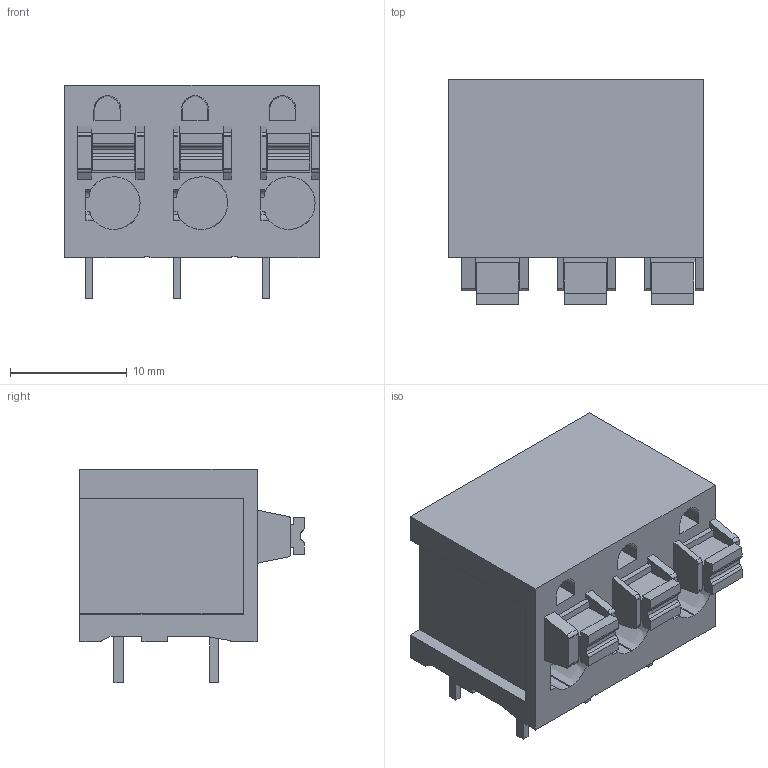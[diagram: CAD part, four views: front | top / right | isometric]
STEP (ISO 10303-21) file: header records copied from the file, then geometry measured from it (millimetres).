
FILE_DESCRIPTION(('CATIA V5R24 STEP','CAx-IF Rec.Pracs.--- Model Styling and Organization---1.4--- 2014-01-23'),'2;1');
FILE_NAME ('1115368-2_0', '2020-02-04T07:20:36+00:00', ('Weidmueller Interface'), ('Weidmueller'), 'CATIA Version 5-6 Release 2016 SP3 HF44', 'CATIA V5 STEP AP214', 'none');
FILE_SCHEMA(('AUTOMOTIVE_DESIGN { 1 0 10303 214 1 1 1 1 }'));
Length unit declared in the file: millimetre
Products named in the file (1): 2667920000
Bounding box: 21.8 x 19.24 x 18.3 mm (x, y, z)
Volume: 4600.8 mm3; surface area: 2592.2 mm2
Topology: 10 solids, 10 shells, 304 faces, 816 edges, 540 vertices
Faces by surface type: plane 235, extrusion 33, cylinder 33, cone 3
Entity records: 9511 total; most frequent: CARTESIAN_POINT 2238, ORIENTED_EDGE 1632, DIRECTION 1203, EDGE_CURVE 816, VECTOR 715, LINE 682, VERTEX_POINT 540, EDGE_LOOP 312
